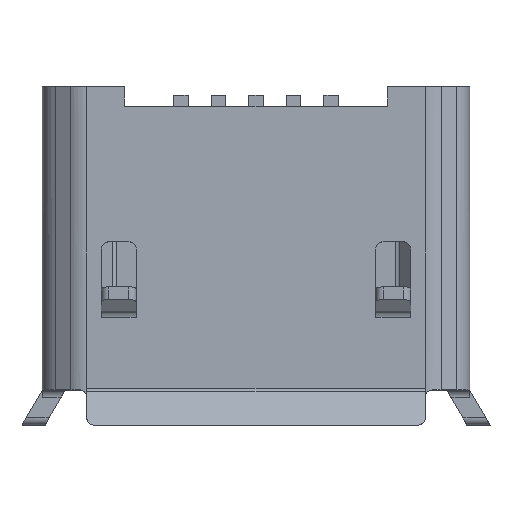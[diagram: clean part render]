
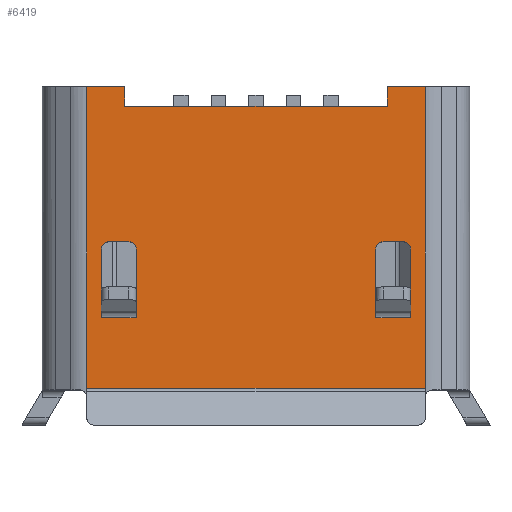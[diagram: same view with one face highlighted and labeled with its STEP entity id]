
A CAD part, top view. The second image highlights one B-rep face of the part: STEP entity #6419.
In plain terms, the highlighted planar face has unit normal (0, 0, 1).
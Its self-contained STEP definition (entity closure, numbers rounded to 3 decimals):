
#97=FACE_BOUND('',#802,.T.);
#98=FACE_BOUND('',#803,.T.);
#160=PLANE('',#6816);
#444=FACE_OUTER_BOUND('',#801,.T.);
#801=EDGE_LOOP('',(#4481,#4482,#4483,#4484,#4485,#4486,#4487,#4488));
#802=EDGE_LOOP('',(#4489,#4490,#4491,#4492,#4493,#4494,#4495,#4496));
#803=EDGE_LOOP('',(#4497,#4498,#4499,#4500,#4501,#4502,#4503,#4504));
#1148=LINE('',#9182,#1918);
#1155=LINE('',#9200,#1925);
#1160=LINE('',#9215,#1930);
#1171=LINE('',#9253,#1941);
#1174=LINE('',#9263,#1944);
#1178=LINE('',#9277,#1948);
#1185=LINE('',#9300,#1955);
#1186=LINE('',#9303,#1956);
#1187=LINE('',#9305,#1957);
#1188=LINE('',#9307,#1958);
#1189=LINE('',#9309,#1959);
#1190=LINE('',#9311,#1960);
#1191=LINE('',#9313,#1961);
#1192=LINE('',#9314,#1962);
#1193=LINE('',#9315,#1963);
#1194=LINE('',#9316,#1964);
#1195=LINE('',#9317,#1965);
#1196=LINE('',#9319,#1966);
#1197=LINE('',#9320,#1967);
#1198=LINE('',#9321,#1968);
#1918=VECTOR('',#7328,0.875);
#1925=VECTOR('',#7343,0.875);
#1930=VECTOR('',#7356,0.35);
#1941=VECTOR('',#7393,0.315);
#1944=VECTOR('',#7402,0.6);
#1948=VECTOR('',#7416,0.6);
#1955=VECTOR('',#7439,5.857);
#1956=VECTOR('',#7442,5.222);
#1957=VECTOR('',#7443,0.653);
#1958=VECTOR('',#7444,0.34);
#1959=VECTOR('',#7445,4.55);
#1960=VECTOR('',#7446,0.34);
#1961=VECTOR('',#7447,0.653);
#1962=VECTOR('',#7448,5.222);
#1963=VECTOR('',#7449,0.315);
#1964=VECTOR('',#7450,0.35);
#1965=VECTOR('',#7451,0.315);
#1966=VECTOR('',#7452,0.315);
#1967=VECTOR('',#7453,0.875);
#1968=VECTOR('',#7454,0.875);
#2686=CIRCLE('',#6776,0.125);
#2689=CIRCLE('',#6781,0.125);
#2691=CIRCLE('',#6785,0.125);
#2692=CIRCLE('',#6788,0.125);
#2810=VERTEX_POINT('',#9172);
#2811=VERTEX_POINT('',#9173);
#2814=VERTEX_POINT('',#9181);
#2818=VERTEX_POINT('',#9190);
#2819=VERTEX_POINT('',#9192);
#2821=VERTEX_POINT('',#9198);
#2824=VERTEX_POINT('',#9205);
#2825=VERTEX_POINT('',#9207);
#2827=VERTEX_POINT('',#9213);
#2828=VERTEX_POINT('',#9217);
#2840=VERTEX_POINT('',#9250);
#2841=VERTEX_POINT('',#9252);
#2842=VERTEX_POINT('',#9256);
#2845=VERTEX_POINT('',#9261);
#2850=VERTEX_POINT('',#9275);
#2855=VERTEX_POINT('',#9293);
#2858=VERTEX_POINT('',#9298);
#2859=VERTEX_POINT('',#9302);
#2860=VERTEX_POINT('',#9304);
#2861=VERTEX_POINT('',#9306);
#2862=VERTEX_POINT('',#9308);
#2863=VERTEX_POINT('',#9310);
#2864=VERTEX_POINT('',#9312);
#2865=VERTEX_POINT('',#9318);
#3442=EDGE_CURVE('',#2810,#2811,#2686,.T.);
#3446=EDGE_CURVE('',#2814,#2811,#1148,.T.);
#3451=EDGE_CURVE('',#2818,#2819,#2689,.T.);
#3455=EDGE_CURVE('',#2818,#2821,#1155,.T.);
#3458=EDGE_CURVE('',#2824,#2825,#2691,.T.);
#3462=EDGE_CURVE('',#2824,#2827,#1160,.T.);
#3463=EDGE_CURVE('',#2828,#2827,#2692,.T.);
#3480=EDGE_CURVE('',#2841,#2840,#1171,.T.);
#3485=EDGE_CURVE('',#2845,#2842,#1174,.T.);
#3492=EDGE_CURVE('',#2850,#2840,#1178,.T.);
#3503=EDGE_CURVE('',#2858,#2855,#1185,.T.);
#3504=EDGE_CURVE('',#2859,#2858,#1186,.T.);
#3505=EDGE_CURVE('',#2859,#2860,#1187,.T.);
#3506=EDGE_CURVE('',#2860,#2861,#1188,.T.);
#3507=EDGE_CURVE('',#2861,#2862,#1189,.T.);
#3508=EDGE_CURVE('',#2862,#2863,#1190,.T.);
#3509=EDGE_CURVE('',#2863,#2864,#1191,.T.);
#3510=EDGE_CURVE('',#2864,#2855,#1192,.T.);
#3511=EDGE_CURVE('',#2845,#2814,#1193,.T.);
#3512=EDGE_CURVE('',#2810,#2819,#1194,.T.);
#3513=EDGE_CURVE('',#2821,#2842,#1195,.T.);
#3514=EDGE_CURVE('',#2850,#2865,#1196,.T.);
#3515=EDGE_CURVE('',#2865,#2825,#1197,.T.);
#3516=EDGE_CURVE('',#2828,#2841,#1198,.T.);
#4481=ORIENTED_EDGE('',*,*,#3503,.F.);
#4482=ORIENTED_EDGE('',*,*,#3504,.F.);
#4483=ORIENTED_EDGE('',*,*,#3505,.T.);
#4484=ORIENTED_EDGE('',*,*,#3506,.T.);
#4485=ORIENTED_EDGE('',*,*,#3507,.T.);
#4486=ORIENTED_EDGE('',*,*,#3508,.T.);
#4487=ORIENTED_EDGE('',*,*,#3509,.T.);
#4488=ORIENTED_EDGE('',*,*,#3510,.T.);
#4489=ORIENTED_EDGE('',*,*,#3511,.T.);
#4490=ORIENTED_EDGE('',*,*,#3446,.T.);
#4491=ORIENTED_EDGE('',*,*,#3442,.F.);
#4492=ORIENTED_EDGE('',*,*,#3512,.T.);
#4493=ORIENTED_EDGE('',*,*,#3451,.F.);
#4494=ORIENTED_EDGE('',*,*,#3455,.T.);
#4495=ORIENTED_EDGE('',*,*,#3513,.T.);
#4496=ORIENTED_EDGE('',*,*,#3485,.F.);
#4497=ORIENTED_EDGE('',*,*,#3514,.T.);
#4498=ORIENTED_EDGE('',*,*,#3515,.T.);
#4499=ORIENTED_EDGE('',*,*,#3458,.F.);
#4500=ORIENTED_EDGE('',*,*,#3462,.T.);
#4501=ORIENTED_EDGE('',*,*,#3463,.F.);
#4502=ORIENTED_EDGE('',*,*,#3516,.T.);
#4503=ORIENTED_EDGE('',*,*,#3480,.T.);
#4504=ORIENTED_EDGE('',*,*,#3492,.F.);
#6419=ADVANCED_FACE('',(#444,#97,#98),#160,.T.);
#6776=AXIS2_PLACEMENT_3D('',#9174,#7320,#7321);
#6781=AXIS2_PLACEMENT_3D('',#9193,#7336,#7337);
#6785=AXIS2_PLACEMENT_3D('',#9208,#7349,#7350);
#6788=AXIS2_PLACEMENT_3D('',#9218,#7359,#7360);
#6816=AXIS2_PLACEMENT_3D('',#9301,#7440,#7441);
#7320=DIRECTION('center_axis',(0.,0.,1.));
#7321=DIRECTION('ref_axis',(-0.707,0.707,0.));
#7328=DIRECTION('',(0.,1.,0.));
#7336=DIRECTION('center_axis',(0.,0.,1.));
#7337=DIRECTION('ref_axis',(0.707,0.707,0.));
#7343=DIRECTION('',(0.,-1.,0.));
#7349=DIRECTION('center_axis',(0.,0.,1.));
#7350=DIRECTION('ref_axis',(-0.707,0.707,0.));
#7356=DIRECTION('',(1.,0.,0.));
#7359=DIRECTION('center_axis',(0.,0.,1.));
#7360=DIRECTION('ref_axis',(0.707,0.707,0.));
#7393=DIRECTION('',(0.,-1.,0.));
#7402=DIRECTION('',(1.,0.,0.));
#7416=DIRECTION('',(1.,0.,0.));
#7439=DIRECTION('',(-1.,0.,0.));
#7440=DIRECTION('center_axis',(0.,0.,1.));
#7441=DIRECTION('ref_axis',(1.,0.,0.));
#7442=DIRECTION('',(0.,-1.,0.));
#7443=DIRECTION('',(-1.,0.,0.));
#7444=DIRECTION('',(0.,-1.,0.));
#7445=DIRECTION('',(-1.,0.,0.));
#7446=DIRECTION('',(0.,1.,0.));
#7447=DIRECTION('',(-1.,0.,0.));
#7448=DIRECTION('',(0.,-1.,0.));
#7449=DIRECTION('',(0.,1.,0.));
#7450=DIRECTION('',(1.,0.,0.));
#7451=DIRECTION('',(0.,-1.,0.));
#7452=DIRECTION('',(0.,1.,0.));
#7453=DIRECTION('',(0.,1.,0.));
#7454=DIRECTION('',(0.,-1.,0.));
#9172=CARTESIAN_POINT('',(2.2,-0.062,2.6));
#9173=CARTESIAN_POINT('',(2.075,-0.187,2.6));
#9174=CARTESIAN_POINT('Origin',(2.2,-0.187,2.6));
#9181=CARTESIAN_POINT('',(2.075,-1.062,2.6));
#9182=CARTESIAN_POINT('',(2.075,-0.531,2.6));
#9190=CARTESIAN_POINT('',(2.675,-0.187,2.6));
#9192=CARTESIAN_POINT('',(2.55,-0.062,2.6));
#9193=CARTESIAN_POINT('Origin',(2.55,-0.187,2.6));
#9198=CARTESIAN_POINT('',(2.675,-1.062,2.6));
#9200=CARTESIAN_POINT('',(2.675,-0.031,2.6));
#9205=CARTESIAN_POINT('',(-2.55,-0.062,2.6));
#9207=CARTESIAN_POINT('',(-2.675,-0.187,2.6));
#9208=CARTESIAN_POINT('Origin',(-2.55,-0.187,2.6));
#9213=CARTESIAN_POINT('',(-2.2,-0.062,2.6));
#9215=CARTESIAN_POINT('',(-1.038,-0.062,2.6));
#9217=CARTESIAN_POINT('',(-2.075,-0.187,2.6));
#9218=CARTESIAN_POINT('Origin',(-2.2,-0.187,2.6));
#9250=CARTESIAN_POINT('',(-2.075,-1.377,2.6));
#9252=CARTESIAN_POINT('',(-2.075,-1.062,2.6));
#9253=CARTESIAN_POINT('',(-2.075,-0.531,2.6));
#9256=CARTESIAN_POINT('',(2.675,-1.377,2.6));
#9261=CARTESIAN_POINT('',(2.075,-1.377,2.6));
#9263=CARTESIAN_POINT('',(1.338,-1.377,2.6));
#9275=CARTESIAN_POINT('',(-2.675,-1.377,2.6));
#9277=CARTESIAN_POINT('',(-1.338,-1.377,2.6));
#9293=CARTESIAN_POINT('',(-2.928,-2.597,2.6));
#9298=CARTESIAN_POINT('',(2.928,-2.597,2.6));
#9300=CARTESIAN_POINT('',(-1.464,-2.597,2.6));
#9301=CARTESIAN_POINT('Origin',(0.,0.,2.6));
#9302=CARTESIAN_POINT('',(2.928,2.625,2.6));
#9303=CARTESIAN_POINT('',(2.928,-2.625,2.6));
#9304=CARTESIAN_POINT('',(2.275,2.625,2.6));
#9305=CARTESIAN_POINT('',(3.7,2.625,2.6));
#9306=CARTESIAN_POINT('',(2.275,2.285,2.6));
#9307=CARTESIAN_POINT('',(2.275,1.142,2.6));
#9308=CARTESIAN_POINT('',(-2.275,2.285,2.6));
#9309=CARTESIAN_POINT('',(-1.138,2.285,2.6));
#9310=CARTESIAN_POINT('',(-2.275,2.625,2.6));
#9311=CARTESIAN_POINT('',(-2.275,1.483,2.6));
#9312=CARTESIAN_POINT('',(-2.928,2.625,2.6));
#9313=CARTESIAN_POINT('',(3.7,2.625,2.6));
#9314=CARTESIAN_POINT('',(-2.928,-2.625,2.6));
#9315=CARTESIAN_POINT('',(2.075,-0.531,2.6));
#9316=CARTESIAN_POINT('',(1.038,-0.062,2.6));
#9317=CARTESIAN_POINT('',(2.675,-0.5,2.6));
#9318=CARTESIAN_POINT('',(-2.675,-1.062,2.6));
#9319=CARTESIAN_POINT('',(-2.675,-0.5,2.6));
#9320=CARTESIAN_POINT('',(-2.675,-0.031,2.6));
#9321=CARTESIAN_POINT('',(-2.075,-0.531,2.6));
